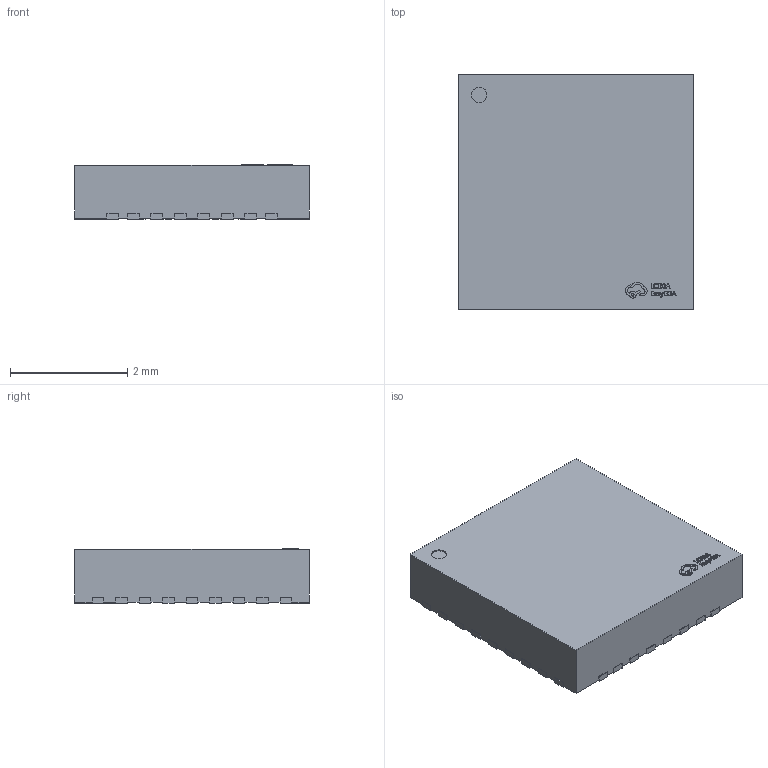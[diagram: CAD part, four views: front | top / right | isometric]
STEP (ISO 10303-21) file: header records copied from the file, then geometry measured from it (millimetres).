
FILE_DESCRIPTION (( 'STEP AP214' ), '1' );
FILE_NAME ('QFN-29_L4.0-W4.0-P0.40-TL-BQ25792RQMR.step', '2022-07-15T03:13:04', ( '' ), ( '' ), 'SwSTEP 2.0', 'SolidWorks 2020', '' );
FILE_SCHEMA (( 'AUTOMOTIVE_DESIGN' ));
Length unit declared in the file: millimetre
Products named in the file (1): QFN-29_L4.0-W4.0-P0.40-TL-BQ25792RQMR
Bounding box: 4.02 x 4.02 x 0.93 mm (x, y, z)
Volume: 14.5 mm3; surface area: 47.8 mm2
Topology: 1 solids, 1 shells, 524 faces, 1485 edges, 990 vertices
Faces by surface type: plane 368, bspline 114, cylinder 42
Entity records: 23396 total; most frequent: CARTESIAN_POINT 5362, ORIENTED_EDGE 2970, DIRECTION 2159, EDGE_CURVE 1485, VECTOR 1169, LINE 1169, VERTEX_POINT 990, EDGE_LOOP 551
